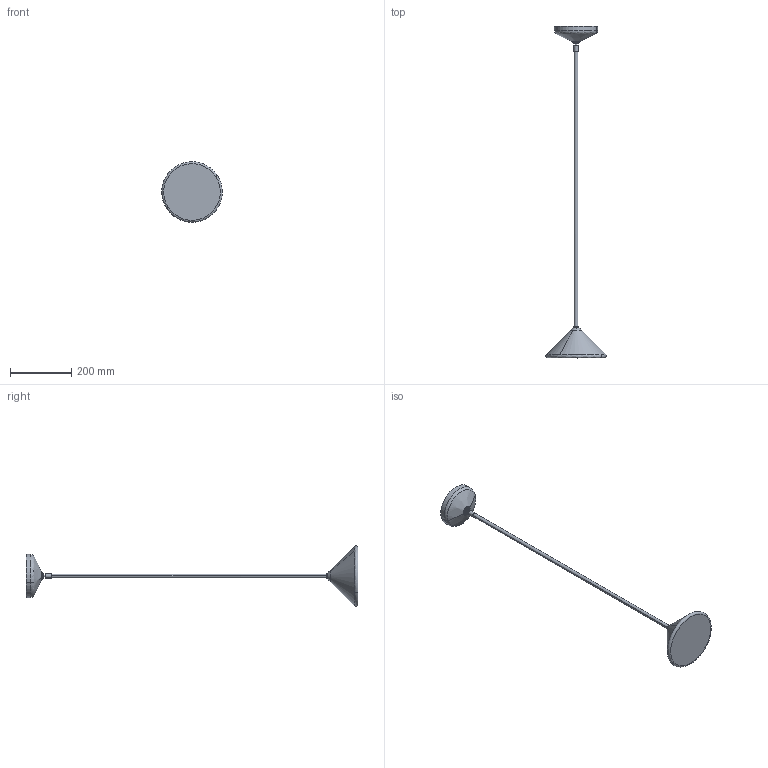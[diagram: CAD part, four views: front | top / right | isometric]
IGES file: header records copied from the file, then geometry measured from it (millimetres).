
Start section: SolidWorks IGES file using analytic representation for surfaces
Global section: file name: APLOPS - Apollo - Pendant - Stemmed.IGS; native system: SolidWorks 2020; preprocessor: SolidWorks 2020; author: Design; date: 201030.132710; units: millimetre
Bounding box: 196.94 x 1081.94 x 196.93 mm (x, y, z)
Volume: 1927995.4 mm3; surface area: 158045.1 mm2
Topology: 1 solids, 1 shells, 111 faces, 258 edges, 168 vertices
Faces by surface type: revolution 78, plane 25, bspline 8
